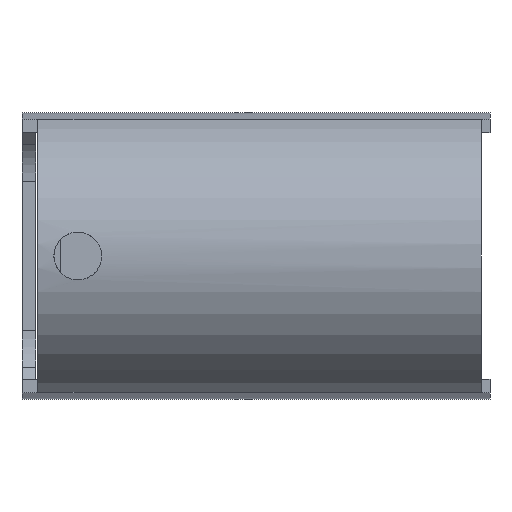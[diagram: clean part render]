
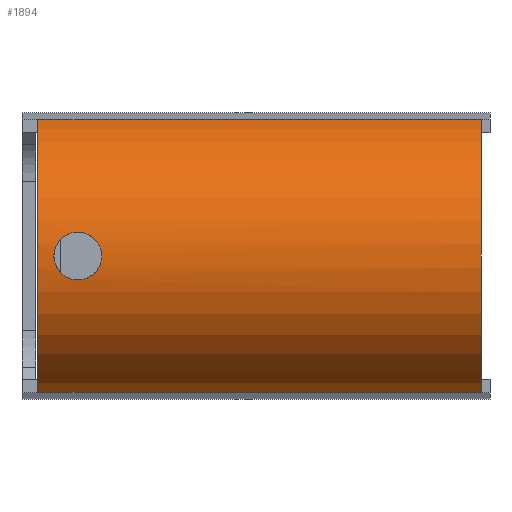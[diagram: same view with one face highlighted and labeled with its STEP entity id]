
A CAD part, front view. The second image highlights one B-rep face of the part: STEP entity #1894.
In plain terms, the highlighted cylindrical face has radius 12.55 mm (diameter 25.1 mm), a partial arc.
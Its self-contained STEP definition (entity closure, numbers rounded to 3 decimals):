
#23=FACE_BOUND('',#317,.T.);
#24=B_SPLINE_CURVE_WITH_KNOTS('',3,(#2750,#2751,#2752,#2753,#2754,#2755,
#2756,#2757,#2758,#2759),.UNSPECIFIED.,.F.,.F.,(4,2,2,2,4),(0.,0.079,
0.159,0.238,0.317),.UNSPECIFIED.);
#25=B_SPLINE_CURVE_WITH_KNOTS('',3,(#2760,#2761,#2762,#2763,#2764,#2765,
#2766,#2767,#2768,#2769,#2770,#2771,#2772,#2773,#2774,#2775,#2776,#2777,
#2778,#2779,#2780,#2781,#2782,#2783,#2784,#2785),.UNSPECIFIED.,.F.,.F.,
(4,2,2,2,2,2,2,2,2,2,2,2,4),(0.317,0.396,0.476,
0.555,0.634,0.713,0.793,
0.872,0.951,1.03,1.11,1.189,
1.268),.UNSPECIFIED.);
#217=FACE_OUTER_BOUND('',#316,.T.);
#316=EDGE_LOOP('',(#1696,#1697,#1698,#1699));
#317=EDGE_LOOP('',(#1700,#1701));
#487=LINE('',#3100,#695);
#519=LINE('',#3254,#727);
#695=VECTOR('',#2462,10.);
#727=VECTOR('',#2538,10.);
#778=CIRCLE('',#2051,12.55);
#783=CIRCLE('',#2066,12.55);
#833=VERTEX_POINT('',#2747);
#834=VERTEX_POINT('',#2749);
#916=VERTEX_POINT('',#3097);
#917=VERTEX_POINT('',#3099);
#926=VERTEX_POINT('',#3130);
#953=VERTEX_POINT('',#3252);
#1035=EDGE_CURVE('',#834,#833,#24,.T.);
#1036=EDGE_CURVE('',#833,#834,#25,.T.);
#1165=EDGE_CURVE('',#917,#916,#487,.T.);
#1176=EDGE_CURVE('',#917,#926,#778,.T.);
#1213=EDGE_CURVE('',#953,#916,#783,.T.);
#1214=EDGE_CURVE('',#926,#953,#519,.T.);
#1696=ORIENTED_EDGE('',*,*,#1213,.F.);
#1697=ORIENTED_EDGE('',*,*,#1214,.F.);
#1698=ORIENTED_EDGE('',*,*,#1176,.F.);
#1699=ORIENTED_EDGE('',*,*,#1165,.T.);
#1700=ORIENTED_EDGE('',*,*,#1035,.T.);
#1701=ORIENTED_EDGE('',*,*,#1036,.T.);
#1810=CYLINDRICAL_SURFACE('',#2065,12.55);
#1894=ADVANCED_FACE('',(#217,#23),#1810,.T.);
#2051=AXIS2_PLACEMENT_3D('',#3131,#2480,#2481);
#2065=AXIS2_PLACEMENT_3D('',#3251,#2534,#2535);
#2066=AXIS2_PLACEMENT_3D('',#3253,#2536,#2537);
#2462=DIRECTION('',(1.,0.,0.));
#2480=DIRECTION('center_axis',(-1.,0.,0.));
#2481=DIRECTION('ref_axis',(0.,0.,-1.));
#2534=DIRECTION('center_axis',(-1.,0.,0.));
#2535=DIRECTION('ref_axis',(0.,0.,1.));
#2536=DIRECTION('center_axis',(1.,0.,0.));
#2537=DIRECTION('ref_axis',(0.,0.,-1.));
#2538=DIRECTION('',(1.,0.,0.));
#2747=CARTESIAN_POINT('',(-12.85,-12.55,0.));
#2749=CARTESIAN_POINT('',(-14.95,-12.373,2.1));
#2750=CARTESIAN_POINT('Ctrl Pts',(-14.95,-12.373,2.1));
#2751=CARTESIAN_POINT('Ctrl Pts',(-14.686,-12.373,2.1));
#2752=CARTESIAN_POINT('Ctrl Pts',(-14.404,-12.382,2.047));
#2753=CARTESIAN_POINT('Ctrl Pts',(-13.887,-12.416,1.833));
#2754=CARTESIAN_POINT('Ctrl Pts',(-13.651,-12.44,1.671));
#2755=CARTESIAN_POINT('Ctrl Pts',(-13.279,-12.484,1.299));
#2756=CARTESIAN_POINT('Ctrl Pts',(-13.117,-12.508,1.063));
#2757=CARTESIAN_POINT('Ctrl Pts',(-12.903,-12.541,0.546));
#2758=CARTESIAN_POINT('Ctrl Pts',(-12.85,-12.55,0.264));
#2759=CARTESIAN_POINT('Ctrl Pts',(-12.85,-12.55,0.));
#2760=CARTESIAN_POINT('Ctrl Pts',(-12.85,-12.55,0.));
#2761=CARTESIAN_POINT('Ctrl Pts',(-12.85,-12.55,-0.264));
#2762=CARTESIAN_POINT('Ctrl Pts',(-12.903,-12.541,-0.546));
#2763=CARTESIAN_POINT('Ctrl Pts',(-13.117,-12.508,-1.063));
#2764=CARTESIAN_POINT('Ctrl Pts',(-13.279,-12.484,-1.299));
#2765=CARTESIAN_POINT('Ctrl Pts',(-13.651,-12.44,-1.671));
#2766=CARTESIAN_POINT('Ctrl Pts',(-13.887,-12.416,-1.833));
#2767=CARTESIAN_POINT('Ctrl Pts',(-14.404,-12.382,-2.047));
#2768=CARTESIAN_POINT('Ctrl Pts',(-14.686,-12.373,-2.1));
#2769=CARTESIAN_POINT('Ctrl Pts',(-15.214,-12.373,-2.1));
#2770=CARTESIAN_POINT('Ctrl Pts',(-15.496,-12.382,-2.047));
#2771=CARTESIAN_POINT('Ctrl Pts',(-16.013,-12.416,-1.833));
#2772=CARTESIAN_POINT('Ctrl Pts',(-16.249,-12.44,-1.671));
#2773=CARTESIAN_POINT('Ctrl Pts',(-16.621,-12.484,-1.299));
#2774=CARTESIAN_POINT('Ctrl Pts',(-16.783,-12.508,-1.063));
#2775=CARTESIAN_POINT('Ctrl Pts',(-16.997,-12.541,-0.546));
#2776=CARTESIAN_POINT('Ctrl Pts',(-17.05,-12.55,-0.264));
#2777=CARTESIAN_POINT('Ctrl Pts',(-17.05,-12.55,0.264));
#2778=CARTESIAN_POINT('Ctrl Pts',(-16.997,-12.541,0.546));
#2779=CARTESIAN_POINT('Ctrl Pts',(-16.783,-12.508,1.063));
#2780=CARTESIAN_POINT('Ctrl Pts',(-16.621,-12.484,1.299));
#2781=CARTESIAN_POINT('Ctrl Pts',(-16.249,-12.44,1.671));
#2782=CARTESIAN_POINT('Ctrl Pts',(-16.013,-12.416,1.833));
#2783=CARTESIAN_POINT('Ctrl Pts',(-15.496,-12.382,2.047));
#2784=CARTESIAN_POINT('Ctrl Pts',(-15.214,-12.373,2.1));
#2785=CARTESIAN_POINT('Ctrl Pts',(-14.95,-12.373,2.1));
#3097=CARTESIAN_POINT('',(20.45,-3.825,-11.953));
#3099=CARTESIAN_POINT('',(-18.45,-3.825,-11.953));
#3100=CARTESIAN_POINT('',(0.,-3.825,-11.953));
#3130=CARTESIAN_POINT('',(-18.45,-3.825,11.953));
#3131=CARTESIAN_POINT('Origin',(-18.45,0.,0.));
#3251=CARTESIAN_POINT('Origin',(0.,0.,0.));
#3252=CARTESIAN_POINT('',(20.45,-3.825,11.953));
#3253=CARTESIAN_POINT('Origin',(20.45,0.,0.));
#3254=CARTESIAN_POINT('',(0.,-3.825,11.953));
